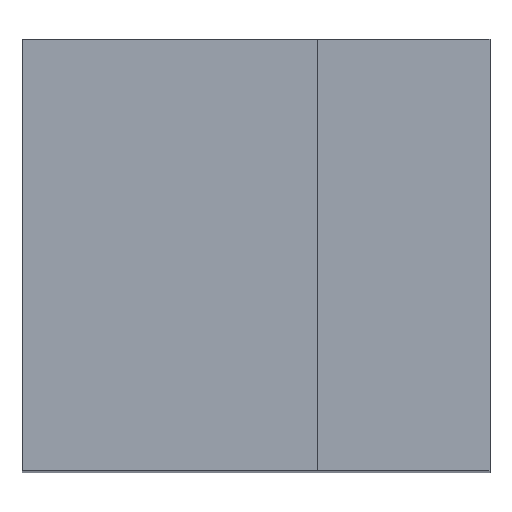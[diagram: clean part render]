
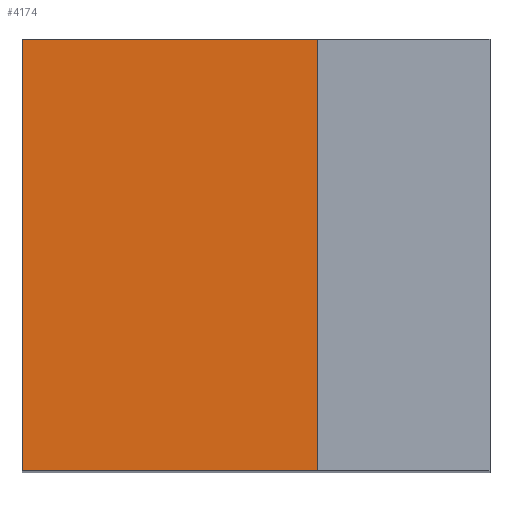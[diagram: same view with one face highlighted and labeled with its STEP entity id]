
A CAD part, top view. The second image highlights one B-rep face of the part: STEP entity #4174.
In plain terms, the highlighted planar face has unit normal (0, 0, 1).
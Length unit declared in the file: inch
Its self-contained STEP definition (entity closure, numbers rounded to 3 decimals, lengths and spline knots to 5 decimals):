
#22 = CARTESIAN_POINT ( 'NONE',  ( -1.48267, 0.82125, 1.48468 ) ) ;
#92 = CARTESIAN_POINT ( 'NONE',  ( 0.6591, 0.82125, 1.48468 ) ) ;
#98 = ORIENTED_EDGE ( 'NONE', *, *, #3089, .T. ) ;
#108 = DIRECTION ( 'NONE',  ( 0., -1., 0. ) ) ;
#196 = DIRECTION ( 'NONE',  ( 1., 0., 0. ) ) ;
#315 = EDGE_CURVE ( 'NONE', #1453, #3538, #3946, .T. ) ;
#563 = VERTEX_POINT ( 'NONE', #3128 ) ;
#778 = VECTOR ( 'NONE', #1000, 39.37008 ) ;
#781 = ORIENTED_EDGE ( 'NONE', *, *, #2685, .F. ) ;
#1000 = DIRECTION ( 'NONE',  ( 0., 1., 0. ) ) ;
#1191 = CARTESIAN_POINT ( 'NONE',  ( -1.48267, 0.82125, 1.48468 ) ) ;
#1273 = DIRECTION ( 'NONE',  ( 1., 0., 0. ) ) ;
#1339 = DIRECTION ( 'NONE',  ( 0., 0., 1. ) ) ;
#1453 = VERTEX_POINT ( 'NONE', #2320 ) ;
#1584 = EDGE_CURVE ( 'NONE', #563, #3714, #3430, .T. ) ;
#1661 = FACE_OUTER_BOUND ( 'NONE', #2117, .T. ) ;
#1697 = DIRECTION ( 'NONE',  ( 1., 0., 0. ) ) ;
#1717 = AXIS2_PLACEMENT_3D ( 'NONE', #22, #1339, #1273 ) ;
#1937 = VECTOR ( 'NONE', #196, 39.37008 ) ;
#2117 = EDGE_LOOP ( 'NONE', ( #2249, #98, #3273, #781 ) ) ;
#2249 = ORIENTED_EDGE ( 'NONE', *, *, #315, .F. ) ;
#2253 = PLANE ( 'NONE',  #1717 ) ;
#2320 = CARTESIAN_POINT ( 'NONE',  ( 0.33075, 0.34094, 1.48468 ) ) ;
#2439 = VECTOR ( 'NONE', #108, 39.37008 ) ;
#2685 = EDGE_CURVE ( 'NONE', #3538, #563, #3565, .T. ) ;
#2687 = CARTESIAN_POINT ( 'NONE',  ( -1.48267, 0.34094, 1.48468 ) ) ;
#3089 = EDGE_CURVE ( 'NONE', #1453, #3714, #3374, .T. ) ;
#3128 = CARTESIAN_POINT ( 'NONE',  ( 0.6591, 0.82125, 1.48468 ) ) ;
#3129 = VECTOR ( 'NONE', #1697, 39.37008 ) ;
#3273 = ORIENTED_EDGE ( 'NONE', *, *, #1584, .F. ) ;
#3374 = LINE ( 'NONE', #2687, #3129 ) ;
#3430 = LINE ( 'NONE', #92, #2439 ) ;
#3538 = VERTEX_POINT ( 'NONE', #3733 ) ;
#3565 = LINE ( 'NONE', #1191, #1937 ) ;
#3714 = VERTEX_POINT ( 'NONE', #4254 ) ;
#3733 = CARTESIAN_POINT ( 'NONE',  ( 0.33075, 0.82125, 1.48468 ) ) ;
#3946 = LINE ( 'NONE', #4257, #778 ) ;
#4174 = ADVANCED_FACE ( 'NONE', ( #1661 ), #2253, .T. ) ;
#4254 = CARTESIAN_POINT ( 'NONE',  ( 0.6591, 0.34094, 1.48468 ) ) ;
#4257 = CARTESIAN_POINT ( 'NONE',  ( 0.33075, 0.82125, 1.48468 ) ) ;
